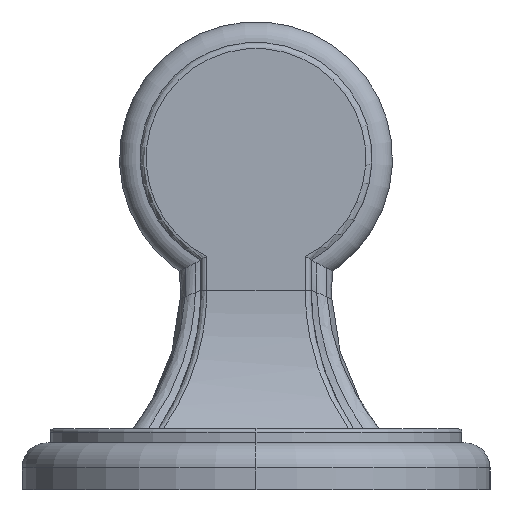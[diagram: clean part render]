
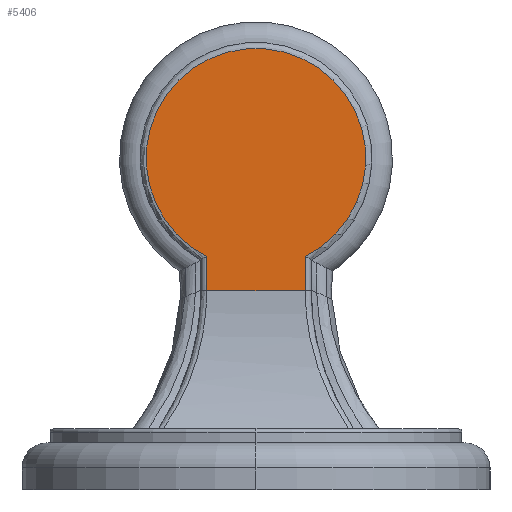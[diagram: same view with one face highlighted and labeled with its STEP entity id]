
A CAD part, left-side view. The second image highlights one B-rep face of the part: STEP entity #5406.
In plain terms, the highlighted planar face has unit normal (-1, 0, 0).
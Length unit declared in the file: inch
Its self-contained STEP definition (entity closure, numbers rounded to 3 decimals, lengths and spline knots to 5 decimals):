
#1712=DIRECTION('',(0.,0.,-1.));
#1713=VECTOR('',#1712,0.21848);
#1714=CARTESIAN_POINT('',(-9.35417,0.31517,
1.49549));
#1715=LINE('',#1714,#1713);
#1716=CARTESIAN_POINT('',(-9.35417,0.,2.125));
#1717=DIRECTION('',(1.,0.,0.));
#1718=DIRECTION('',(0.,0.448,-0.894));
#1719=AXIS2_PLACEMENT_3D('',#1716,#1717,#1718);
#1721=DIRECTION('',(0.,0.,1.));
#1722=VECTOR('',#1721,0.21848);
#1723=CARTESIAN_POINT('',(-9.35417,-0.31516,
1.277));
#1724=LINE('',#1723,#1722);
#1725=DIRECTION('',(0.,1.,0.));
#1726=VECTOR('',#1725,0.63033);
#1727=CARTESIAN_POINT('',(-9.35417,-0.31516,
1.277));
#1728=LINE('',#1727,#1726);
#1974=CARTESIAN_POINT('',(-9.35417,0.31517,
1.49549));
#1975=CARTESIAN_POINT('',(-9.35417,0.31516,
1.27701));
#1976=VERTEX_POINT('',#1974);
#1977=VERTEX_POINT('',#1975);
#1982=CARTESIAN_POINT('',(-9.35417,-0.31517,
1.49549));
#1983=VERTEX_POINT('',#1982);
#1988=CARTESIAN_POINT('',(-9.35417,-0.31516,
1.277));
#1989=VERTEX_POINT('',#1988);
#5393=CARTESIAN_POINT('',(-9.35417,-0.625,1.277));
#5394=DIRECTION('',(1.,0.,0.));
#5395=DIRECTION('',(0.,0.,1.));
#5396=AXIS2_PLACEMENT_3D('',#5393,#5394,#5395);
#5397=PLANE('',#5396);
#5399=ORIENTED_EDGE('',*,*,#5398,.F.);
#5401=ORIENTED_EDGE('',*,*,#5400,.T.);
#5402=ORIENTED_EDGE('',*,*,#5386,.F.);
#5403=ORIENTED_EDGE('',*,*,#4718,.T.);
#5404=EDGE_LOOP('',(#5399,#5401,#5402,#5403));
#5405=FACE_OUTER_BOUND('',#5404,.F.);
#5406=ADVANCED_FACE('',(#5405),#5397,.F.);
#1720=CIRCLE('',#1719,0.704);
#4718=EDGE_CURVE('',#1989,#1977,#1728,.T.);
#5386=EDGE_CURVE('',#1989,#1983,#1724,.T.);
#5398=EDGE_CURVE('',#1976,#1977,#1715,.T.);
#5400=EDGE_CURVE('',#1976,#1983,#1720,.T.);
